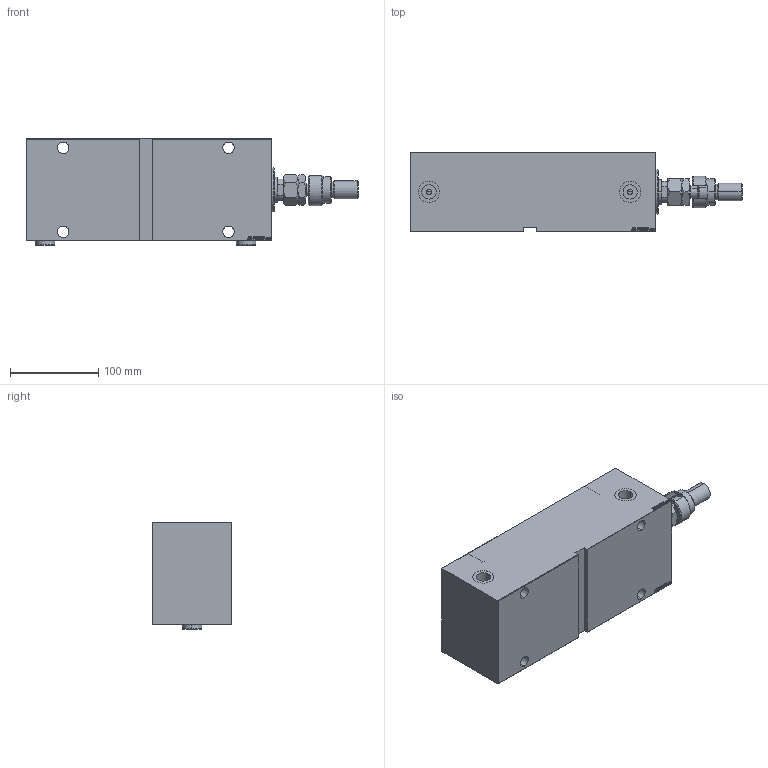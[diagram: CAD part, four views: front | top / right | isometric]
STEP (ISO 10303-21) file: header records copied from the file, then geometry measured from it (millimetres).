
FILE_DESCRIPTION (( 'STEP AP203' ), '1' );
FILE_NAME ('d37d.STEP', '2024-02-12T20:05:41', ( '' ), ( '' ), 'SwSTEP 2.0', 'SolidWorks 2019', '' );
FILE_SCHEMA (( 'CONFIG_CONTROL_DESIGN' ));
Length unit declared in the file: millimetre
Products named in the file (8): V450CM_E_VCP 9ac0c4cab01c9fd8cc8d817329f4f297; FEMALE_PART_FOR_DFA 9ac0c4cab01c9fd8cc8d817329f4f297; MFA 9ac0c4cab01c9fd8cc8d817329f4f297; d37d; V450CM_VC_B 9ac0c4cab01c9fd8cc8d817329f4f297; Zatka_OIL_PORT 9ac0c4cab01c9fd8cc8d817329f4f297; DFA 9ac0c4cab01c9fd8cc8d817329f4f297; V450CM_E_Body 9ac0c4cab01c9fd8cc8d817329f4f297
Assembly tree (8 placements, depth 3):
  d37d
    V450CM_E_Body 9ac0c4cab01c9fd8cc8d817329f4f297
    V450CM_E_VCP 9ac0c4cab01c9fd8cc8d817329f4f297
    V450CM_VC_B 9ac0c4cab01c9fd8cc8d817329f4f297
    DFA 9ac0c4cab01c9fd8cc8d817329f4f297
      FEMALE_PART_FOR_DFA 9ac0c4cab01c9fd8cc8d817329f4f297
      MFA 9ac0c4cab01c9fd8cc8d817329f4f297
    Zatka_OIL_PORT 9ac0c4cab01c9fd8cc8d817329f4f297  x2
Bounding box: 375.5 x 90 x 119.9 mm (x, y, z)
Volume: 2360522.5 mm3; surface area: 273149.9 mm2
Topology: 7 solids, 7 shells, 997 faces, 2502 edges, 1637 vertices
Faces by surface type: plane 474, bspline 380, cylinder 81, cone 58, torus 4
Entity records: 47222 total; most frequent: CARTESIAN_POINT 25413, ORIENTED_EDGE 4920, DIRECTION 3070, EDGE_CURVE 2460, VERTEX_POINT 1613, LINE 1418, VECTOR 1418, EDGE_LOOP 1111
